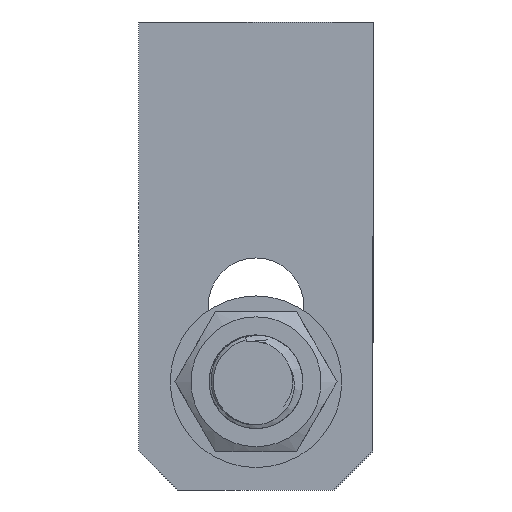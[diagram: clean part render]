
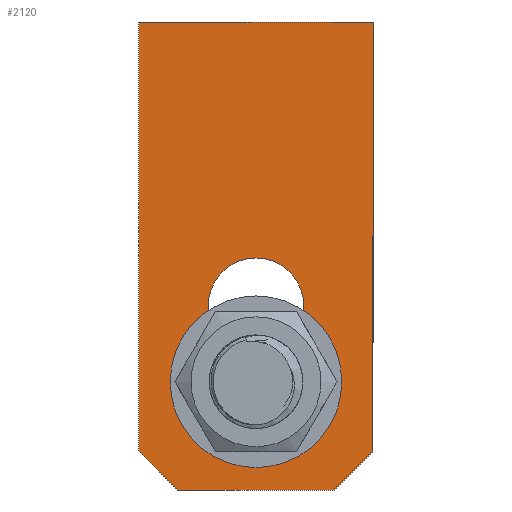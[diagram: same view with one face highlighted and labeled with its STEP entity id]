
A CAD part, left-side view. The second image highlights one B-rep face of the part: STEP entity #2120.
In plain terms, the highlighted face is planar.
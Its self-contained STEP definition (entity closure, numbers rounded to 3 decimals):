
#216=FACE_BOUND('',#748,.T.);
#350=LINE('',#9956,#468);
#354=LINE('',#9968,#472);
#356=LINE('',#9976,#474);
#360=LINE('',#9984,#478);
#363=LINE('',#9990,#481);
#364=LINE('',#9992,#482);
#365=LINE('',#9994,#483);
#366=LINE('',#9995,#484);
#468=VECTOR('',#2866,10.);
#472=VECTOR('',#2878,10.);
#474=VECTOR('',#2888,10.);
#478=VECTOR('',#2894,10.);
#481=VECTOR('',#2899,10.);
#482=VECTOR('',#2900,10.);
#483=VECTOR('',#2901,10.);
#484=VECTOR('',#2902,10.);
#615=FACE_OUTER_BOUND('',#747,.T.);
#747=EDGE_LOOP('',(#1802,#1803,#1804,#1805,#1806,#1807));
#748=EDGE_LOOP('',(#1808,#1809,#1810,#1811));
#846=CIRCLE('',#2468,12.25);
#848=CIRCLE('',#2472,12.25);
#1013=VERTEX_POINT('',#9953);
#1014=VERTEX_POINT('',#9955);
#1016=VERTEX_POINT('',#9961);
#1018=VERTEX_POINT('',#9967);
#1019=VERTEX_POINT('',#9974);
#1020=VERTEX_POINT('',#9975);
#1023=VERTEX_POINT('',#9983);
#1025=VERTEX_POINT('',#9989);
#1026=VERTEX_POINT('',#9991);
#1027=VERTEX_POINT('',#9993);
#1280=EDGE_CURVE('',#1014,#1013,#350,.T.);
#1283=EDGE_CURVE('',#1016,#1014,#846,.T.);
#1286=EDGE_CURVE('',#1018,#1016,#354,.T.);
#1289=EDGE_CURVE('',#1013,#1018,#848,.T.);
#1290=EDGE_CURVE('',#1019,#1020,#356,.T.);
#1294=EDGE_CURVE('',#1020,#1023,#360,.T.);
#1297=EDGE_CURVE('',#1025,#1019,#363,.T.);
#1298=EDGE_CURVE('',#1026,#1025,#364,.T.);
#1299=EDGE_CURVE('',#1027,#1026,#365,.T.);
#1300=EDGE_CURVE('',#1023,#1027,#366,.T.);
#1802=ORIENTED_EDGE('',*,*,#1290,.F.);
#1803=ORIENTED_EDGE('',*,*,#1297,.F.);
#1804=ORIENTED_EDGE('',*,*,#1298,.F.);
#1805=ORIENTED_EDGE('',*,*,#1299,.F.);
#1806=ORIENTED_EDGE('',*,*,#1300,.F.);
#1807=ORIENTED_EDGE('',*,*,#1294,.F.);
#1808=ORIENTED_EDGE('',*,*,#1286,.T.);
#1809=ORIENTED_EDGE('',*,*,#1283,.T.);
#1810=ORIENTED_EDGE('',*,*,#1280,.T.);
#1811=ORIENTED_EDGE('',*,*,#1289,.T.);
#2014=PLANE('',#2475);
#2120=ADVANCED_FACE('',(#615,#216),#2014,.T.);
#2468=AXIS2_PLACEMENT_3D('',#9962,#2872,#2873);
#2472=AXIS2_PLACEMENT_3D('',#9972,#2884,#2885);
#2475=AXIS2_PLACEMENT_3D('',#9988,#2897,#2898);
#2866=DIRECTION('',(0.,1.,0.));
#2872=DIRECTION('center_axis',(0.,0.,-1.));
#2873=DIRECTION('ref_axis',(-1.,0.,0.));
#2878=DIRECTION('',(0.,-1.,0.));
#2884=DIRECTION('center_axis',(0.,0.,-1.));
#2885=DIRECTION('ref_axis',(1.,0.,0.));
#2888=DIRECTION('',(-0.707,-0.707,0.));
#2894=DIRECTION('',(-1.,0.,0.));
#2897=DIRECTION('center_axis',(0.,0.,1.));
#2898=DIRECTION('ref_axis',(1.,0.,0.));
#2899=DIRECTION('',(0.,-1.,0.));
#2900=DIRECTION('',(1.,0.,0.));
#2901=DIRECTION('',(0.,1.,0.));
#2902=DIRECTION('',(-0.707,0.707,0.));
#9953=CARTESIAN_POINT('',(17.75,47.25,10.));
#9955=CARTESIAN_POINT('',(17.75,27.75,10.));
#9956=CARTESIAN_POINT('',(17.75,43.875,10.));
#9961=CARTESIAN_POINT('',(42.25,27.75,10.));
#9962=CARTESIAN_POINT('Origin',(30.,27.75,10.));
#9967=CARTESIAN_POINT('',(42.25,47.25,10.));
#9968=CARTESIAN_POINT('',(42.25,43.875,10.));
#9972=CARTESIAN_POINT('Origin',(30.,47.25,10.));
#9974=CARTESIAN_POINT('',(60.,10.,10.));
#9975=CARTESIAN_POINT('',(50.,0.,10.));
#9976=CARTESIAN_POINT('',(62.5,12.5,10.));
#9983=CARTESIAN_POINT('',(10.,0.,10.));
#9984=CARTESIAN_POINT('',(0.,0.,10.));
#9988=CARTESIAN_POINT('Origin',(30.,60.,10.));
#9989=CARTESIAN_POINT('',(60.,120.,10.));
#9990=CARTESIAN_POINT('',(60.,0.,10.));
#9991=CARTESIAN_POINT('',(0.,120.,10.));
#9992=CARTESIAN_POINT('',(60.,120.,10.));
#9993=CARTESIAN_POINT('',(0.,10.,10.));
#9994=CARTESIAN_POINT('',(0.,120.,10.));
#9995=CARTESIAN_POINT('',(-2.5,12.5,10.));
